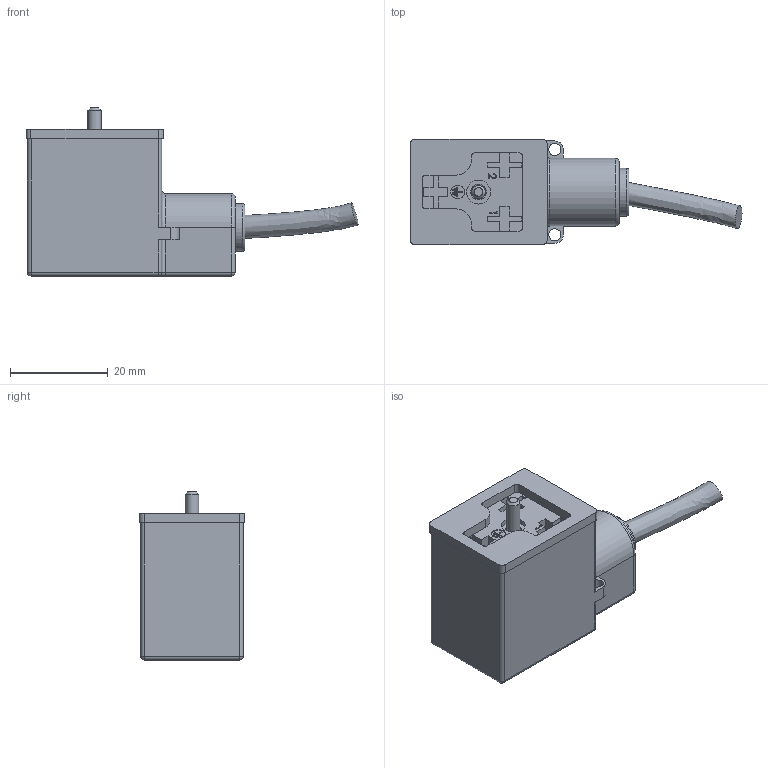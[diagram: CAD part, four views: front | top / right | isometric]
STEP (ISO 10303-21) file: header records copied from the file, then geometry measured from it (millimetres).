
FILE_DESCRIPTION (( 'STEP AP214' ), '1' );
FILE_NAME ('SC11-5.STEP', '2012-03-22T14:25:06', ( ' ' ), ( ' ' ), 'SwSTEP 2.0', 'SolidWorks 2011', '' );
FILE_SCHEMA (( 'AUTOMOTIVE_DESIGN' ));
Length unit declared in the file: millimetre
Products named in the file (1): SC11-5
Bounding box: 67.77 x 21.5 x 34.3 mm (x, y, z)
Volume: 19924.8 mm3; surface area: 7593.4 mm2
Topology: 3 solids, 3 shells, 197 faces, 513 edges, 328 vertices
Faces by surface type: plane 131, cylinder 45, torus 7, bspline 7, sphere 6, cone 1
Full cylindrical faces by diameter (mm): 2.5 x2, 2.75 x1, 2.782 x1, 3.2 x1, 4.9 x1, 5.6 x1, 6.5 x1, 6.6 x1, 9.75 x1
Entity records: 6465 total; most frequent: CARTESIAN_POINT 1499, ORIENTED_EDGE 974, DIRECTION 952, EDGE_CURVE 487, VECTOR 368, LINE 368, VERTEX_POINT 323, AXIS2_PLACEMENT_3D 292
